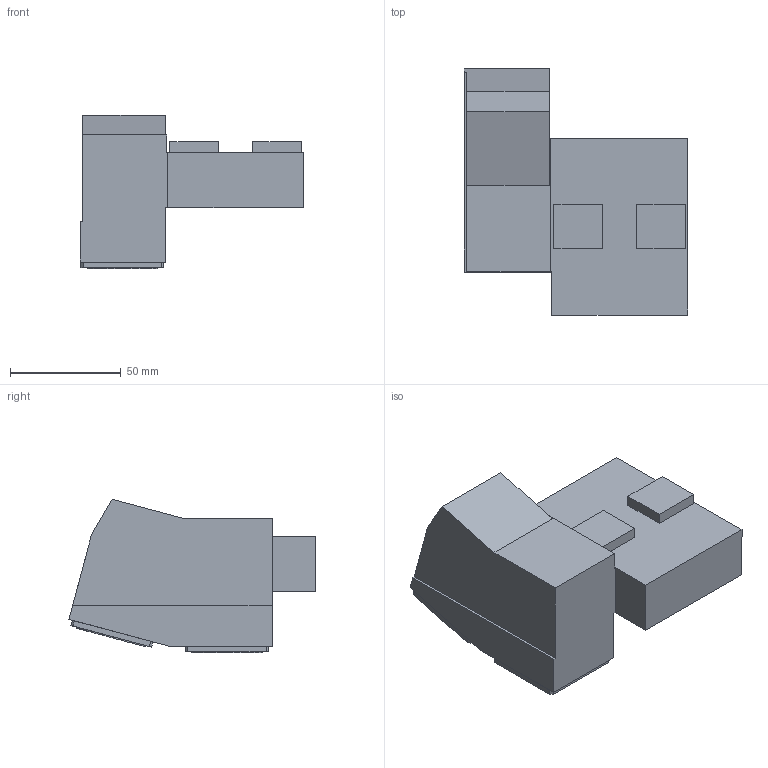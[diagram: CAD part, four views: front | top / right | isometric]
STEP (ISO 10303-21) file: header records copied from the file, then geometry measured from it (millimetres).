
FILE_DESCRIPTION(/* description */ (''),/* implementation_level */ '2;1');
FILE_NAME(/* name */ '1577083040592.stp',/* time_stamp */ '2019-12-23T12:07:30+06:00',/* author */ (''),/* organization */ ('SMS'),/* preprocessor_version */ 'ST-DEVELOPER v16.7',/* originating_system */ 'SIEMENS PLM Software NX 12.0',/* authorisation */ '');
FILE_SCHEMA (('AUTOMOTIVE_DESIGN { 1 0 10303 214 3 1 1 1 }'));
Length unit declared in the file: millimetre
Products named in the file (1): 201730618mod000_01
Bounding box: 101 x 111.44 x 69.4 mm (x, y, z)
Volume: 308704.1 mm3; surface area: 38879.9 mm2
Topology: 1 solids, 1 shells, 62 faces, 158 edges, 114 vertices
Faces by surface type: plane 54, cylinder 6, bspline 2
Full cylindrical faces by diameter (mm): 2 x2, 25.2 x2, 32 x2
Entity records: 2263 total; most frequent: CARTESIAN_POINT 753, ORIENTED_EDGE 292, DIRECTION 270, EDGE_CURVE 146, LINE 120, VECTOR 120, VERTEX_POINT 106, EDGE_LOOP 82
